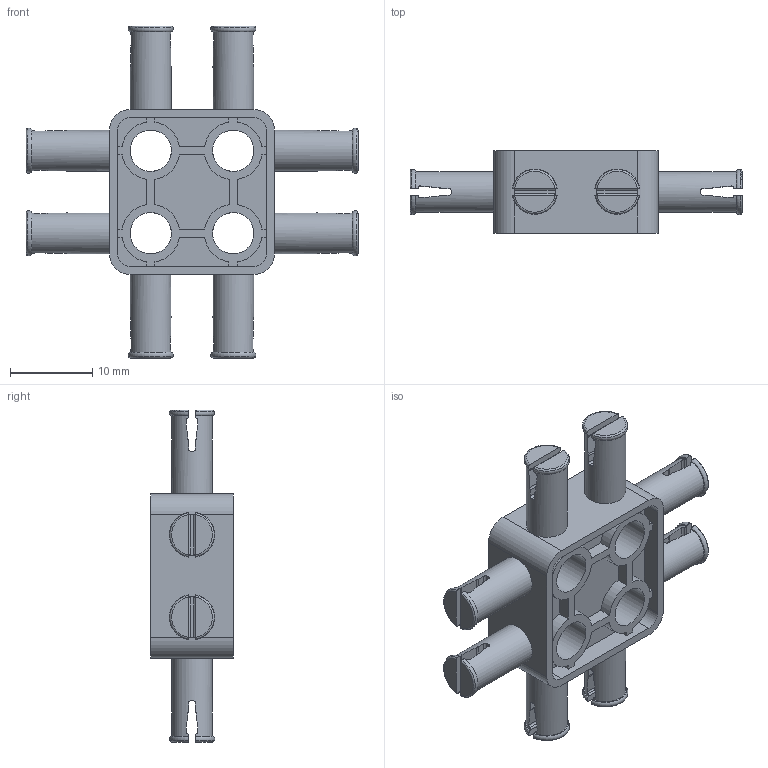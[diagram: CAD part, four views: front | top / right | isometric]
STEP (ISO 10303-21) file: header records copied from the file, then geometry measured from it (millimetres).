
FILE_DESCRIPTION(/* description */ ('Unknown'),/* implementation_level */ '2;1');
FILE_NAME(/* name */ 'C.C 2x2',/* time_stamp */ '2018-09-05T14:15:06+02:00',/* author */ ('Unknown'),/* organization */ ('Unknown'),/* preprocessor_version */ 'ST-DEVELOPER v16.7',/* originating_system */ 'DEX',/* authorisation */ $);
FILE_SCHEMA (('AUTOMOTIVE_DESIGN {1 0 10303 214 3 1 1}'));
Length unit declared in the file: millimetre
Products named in the file (2): Asm; C.C 2x2
Assembly tree (1 placements, depth 2):
  Asm
    C.C 2x2
Bounding box: 40.25 x 10 x 40.25 mm (x, y, z)
Volume: 3659.7 mm3; surface area: 4266.1 mm2
Topology: 1 solids, 1 shells, 342 faces, 972 edges, 648 vertices
Faces by surface type: plane 178, cylinder 132, torus 32
Full cylindrical faces by diameter (mm): 1 x12, 4.95 x8, 5 x4
Entity records: 11217 total; most frequent: CARTESIAN_POINT 2640, ORIENTED_EDGE 1856, DIRECTION 1632, EDGE_CURVE 928, VERTEX_POINT 632, AXIS2_PLACEMENT_3D 568, LINE 496, VECTOR 496
